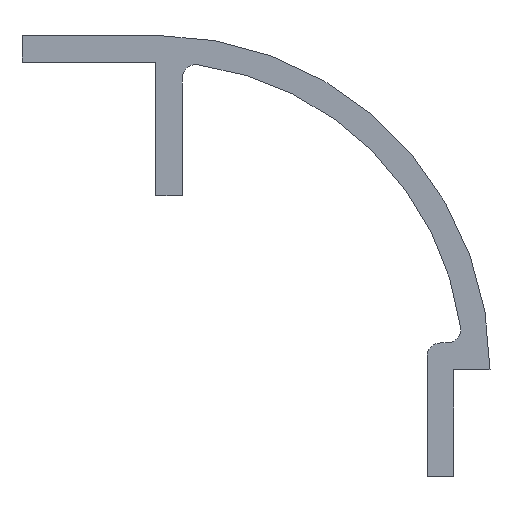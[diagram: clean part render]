
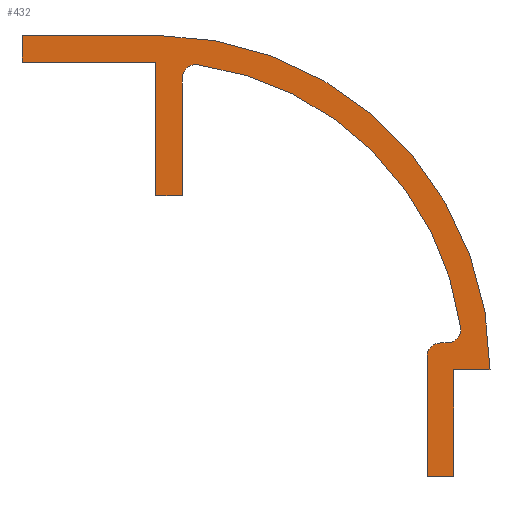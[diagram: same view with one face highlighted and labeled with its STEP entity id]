
A CAD part, front view. The second image highlights one B-rep face of the part: STEP entity #432.
In plain terms, the highlighted planar face has unit normal (0, -1, 0).
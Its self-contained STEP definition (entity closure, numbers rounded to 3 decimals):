
#33=PLANE('',#486);
#54=FACE_OUTER_BOUND('',#81,.T.);
#81=EDGE_LOOP('',(#388,#389,#390,#391,#392,#393,#394,#395,#396,#397,#398,
#399,#400,#401,#402,#403));
#97=LINE('',#672,#138);
#102=LINE('',#688,#143);
#104=LINE('',#692,#145);
#106=LINE('',#696,#147);
#108=LINE('',#700,#149);
#110=LINE('',#704,#151);
#112=LINE('',#708,#153);
#115=LINE('',#716,#156);
#117=LINE('',#720,#158);
#119=LINE('',#724,#160);
#121=LINE('',#728,#162);
#138=VECTOR('',#542,10.);
#143=VECTOR('',#561,10.);
#145=VECTOR('',#565,10.);
#147=VECTOR('',#569,10.);
#149=VECTOR('',#573,10.);
#151=VECTOR('',#577,10.);
#153=VECTOR('',#581,10.);
#156=VECTOR('',#590,10.);
#158=VECTOR('',#594,10.);
#160=VECTOR('',#598,10.);
#162=VECTOR('',#602,10.);
#178=CIRCLE('',#467,1.);
#179=CIRCLE('',#469,23.019);
#180=CIRCLE('',#471,1.);
#181=CIRCLE('',#479,25.);
#182=CIRCLE('',#485,1.);
#208=VERTEX_POINT('',#669);
#209=VERTEX_POINT('',#671);
#210=VERTEX_POINT('',#675);
#211=VERTEX_POINT('',#679);
#212=VERTEX_POINT('',#683);
#213=VERTEX_POINT('',#687);
#214=VERTEX_POINT('',#691);
#215=VERTEX_POINT('',#695);
#216=VERTEX_POINT('',#699);
#217=VERTEX_POINT('',#703);
#218=VERTEX_POINT('',#707);
#219=VERTEX_POINT('',#711);
#220=VERTEX_POINT('',#715);
#221=VERTEX_POINT('',#719);
#222=VERTEX_POINT('',#723);
#223=VERTEX_POINT('',#727);
#253=EDGE_CURVE('',#209,#208,#97,.T.);
#255=EDGE_CURVE('',#210,#209,#178,.T.);
#257=EDGE_CURVE('',#211,#210,#179,.T.);
#259=EDGE_CURVE('',#212,#211,#180,.T.);
#261=EDGE_CURVE('',#213,#212,#102,.T.);
#263=EDGE_CURVE('',#214,#213,#104,.T.);
#265=EDGE_CURVE('',#215,#214,#106,.T.);
#267=EDGE_CURVE('',#216,#215,#108,.T.);
#269=EDGE_CURVE('',#217,#216,#110,.T.);
#271=EDGE_CURVE('',#218,#217,#112,.T.);
#273=EDGE_CURVE('',#219,#218,#181,.T.);
#275=EDGE_CURVE('',#220,#219,#115,.T.);
#277=EDGE_CURVE('',#221,#220,#117,.T.);
#279=EDGE_CURVE('',#222,#221,#119,.T.);
#281=EDGE_CURVE('',#223,#222,#121,.T.);
#283=EDGE_CURVE('',#208,#223,#182,.T.);
#388=ORIENTED_EDGE('',*,*,#283,.T.);
#389=ORIENTED_EDGE('',*,*,#281,.T.);
#390=ORIENTED_EDGE('',*,*,#279,.T.);
#391=ORIENTED_EDGE('',*,*,#277,.T.);
#392=ORIENTED_EDGE('',*,*,#275,.T.);
#393=ORIENTED_EDGE('',*,*,#273,.T.);
#394=ORIENTED_EDGE('',*,*,#271,.T.);
#395=ORIENTED_EDGE('',*,*,#269,.T.);
#396=ORIENTED_EDGE('',*,*,#267,.T.);
#397=ORIENTED_EDGE('',*,*,#265,.T.);
#398=ORIENTED_EDGE('',*,*,#263,.T.);
#399=ORIENTED_EDGE('',*,*,#261,.T.);
#400=ORIENTED_EDGE('',*,*,#259,.T.);
#401=ORIENTED_EDGE('',*,*,#257,.T.);
#402=ORIENTED_EDGE('',*,*,#255,.T.);
#403=ORIENTED_EDGE('',*,*,#253,.T.);
#432=ADVANCED_FACE('',(#54),#33,.T.);
#467=AXIS2_PLACEMENT_3D('',#676,#546,#547);
#469=AXIS2_PLACEMENT_3D('',#680,#551,#552);
#471=AXIS2_PLACEMENT_3D('',#684,#556,#557);
#479=AXIS2_PLACEMENT_3D('',#712,#585,#586);
#485=AXIS2_PLACEMENT_3D('',#731,#606,#607);
#486=AXIS2_PLACEMENT_3D('',#732,#608,#609);
#542=DIRECTION('',(-1.,0.,0.));
#546=DIRECTION('center_axis',(0.,1.,0.));
#547=DIRECTION('ref_axis',(0.,0.,-1.));
#551=DIRECTION('center_axis',(0.,1.,0.));
#552=DIRECTION('ref_axis',(0.991,0.,0.136));
#556=DIRECTION('center_axis',(0.,1.,0.));
#557=DIRECTION('ref_axis',(0.136,0.,0.991));
#561=DIRECTION('',(0.,0.,1.));
#565=DIRECTION('',(1.,0.,0.));
#569=DIRECTION('',(0.,0.,-1.));
#573=DIRECTION('',(1.,0.,0.));
#577=DIRECTION('',(0.,0.,-1.));
#581=DIRECTION('',(-1.,0.,0.));
#585=DIRECTION('center_axis',(0.,-1.,0.));
#586=DIRECTION('ref_axis',(1.,0.,0.));
#590=DIRECTION('',(1.,0.,0.));
#594=DIRECTION('',(0.,0.,1.));
#598=DIRECTION('',(1.,0.,0.));
#602=DIRECTION('',(0.,0.,-1.));
#606=DIRECTION('center_axis',(0.,-1.,0.));
#607=DIRECTION('ref_axis',(0.,0.,1.));
#608=DIRECTION('center_axis',(0.,-1.,0.));
#609=DIRECTION('ref_axis',(1.,0.,0.));
#669=CARTESIAN_POINT('',(242.262,-244.459,168.478));
#671=CARTESIAN_POINT('',(242.777,-244.459,168.478));
#672=CARTESIAN_POINT('',(235.62,-244.459,168.478));
#675=CARTESIAN_POINT('',(243.767,-244.459,169.614));
#676=CARTESIAN_POINT('Origin',(242.777,-244.459,169.478));
#679=CARTESIAN_POINT('',(224.099,-244.459,189.282));
#680=CARTESIAN_POINT('Origin',(220.963,-244.459,166.478));
#683=CARTESIAN_POINT('',(222.963,-244.459,188.292));
#684=CARTESIAN_POINT('Origin',(223.963,-244.459,188.292));
#687=CARTESIAN_POINT('',(222.963,-244.459,179.477));
#688=CARTESIAN_POINT('',(222.963,-244.459,177.227));
#691=CARTESIAN_POINT('',(220.963,-244.459,179.477));
#692=CARTESIAN_POINT('',(224.713,-244.459,179.477));
#695=CARTESIAN_POINT('',(220.963,-244.459,189.477));
#696=CARTESIAN_POINT('',(220.963,-244.459,182.227));
#699=CARTESIAN_POINT('',(210.963,-244.459,189.477));
#700=CARTESIAN_POINT('',(219.713,-244.459,189.477));
#703=CARTESIAN_POINT('',(210.963,-244.459,191.477));
#704=CARTESIAN_POINT('',(210.962,-244.459,183.227));
#707=CARTESIAN_POINT('',(221.108,-244.459,191.477));
#708=CARTESIAN_POINT('',(224.785,-244.459,191.477));
#711=CARTESIAN_POINT('',(245.963,-244.459,166.478));
#712=CARTESIAN_POINT('Origin',(220.963,-244.459,166.478));
#715=CARTESIAN_POINT('',(243.262,-244.459,166.478));
#716=CARTESIAN_POINT('',(235.863,-244.459,166.478));
#719=CARTESIAN_POINT('',(243.262,-244.459,158.478));
#720=CARTESIAN_POINT('',(243.262,-244.459,166.728));
#723=CARTESIAN_POINT('',(241.262,-244.459,158.478));
#724=CARTESIAN_POINT('',(234.863,-244.459,158.478));
#727=CARTESIAN_POINT('',(241.262,-244.459,167.478));
#728=CARTESIAN_POINT('',(241.262,-244.459,171.228));
#731=CARTESIAN_POINT('Origin',(242.262,-244.459,167.478));
#732=CARTESIAN_POINT('Origin',(228.463,-244.459,174.978));
